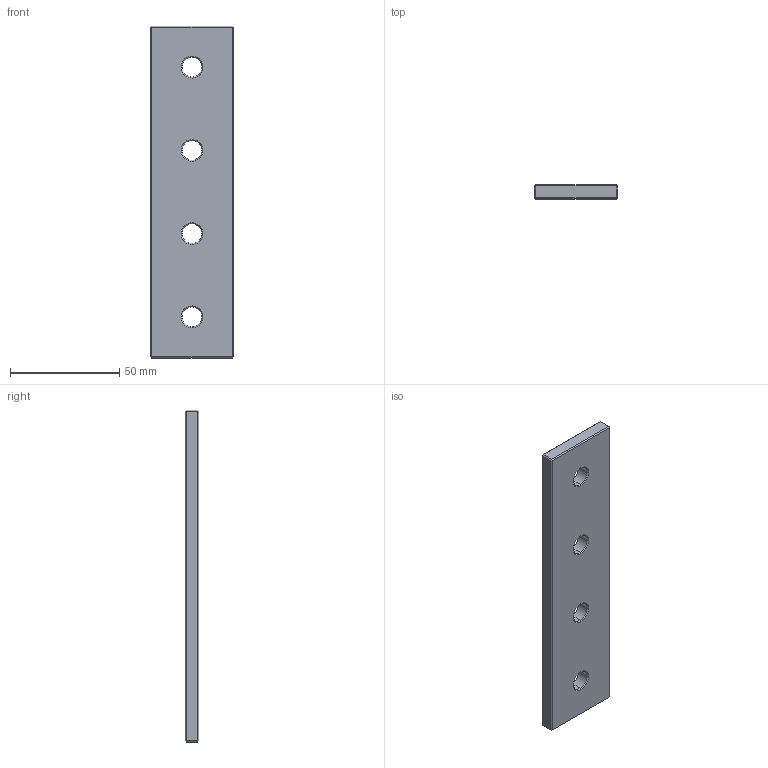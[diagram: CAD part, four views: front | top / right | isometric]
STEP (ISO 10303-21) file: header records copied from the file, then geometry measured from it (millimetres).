
FILE_DESCRIPTION (( 'STEP AP203' ), '1' );
FILE_NAME ('151112.step', '2021-06-03T16:19:30', ( '' ), ( '' ), 'SwSTEP 2.0', 'SolidWorks 2021', '' );
FILE_SCHEMA (( 'CONFIG_CONTROL_DESIGN' ));
Length unit declared in the file: millimetre
Products named in the file (1): 151112
Bounding box: 38 x 6.35 x 152 mm (x, y, z)
Volume: 34934.9 mm3; surface area: 13879.8 mm2
Topology: 1 solids, 1 shells, 50 faces, 104 edges, 56 vertices
Faces by surface type: plane 26, cone 16, cylinder 8
Entity records: 1373 total; most frequent: DIRECTION 238, CARTESIAN_POINT 211, ORIENTED_EDGE 208, EDGE_CURVE 104, AXIS2_PLACEMENT_3D 83, LINE 72, VECTOR 72, EDGE_LOOP 58
